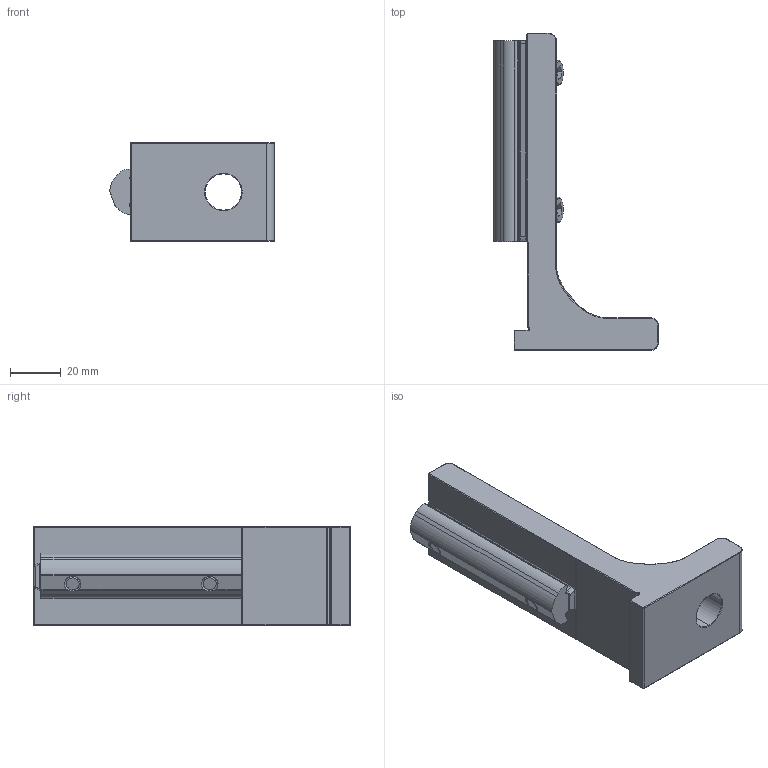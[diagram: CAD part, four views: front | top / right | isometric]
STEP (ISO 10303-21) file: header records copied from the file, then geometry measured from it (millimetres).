
FILE_DESCRIPTION (( 'STEP AP214' ), '1' );
FILE_NAME ('40mm Floor Anchor Kit)40DFA-0401-001-01).STEP', '2023-08-10T18:12:55', ( '' ), ( '' ), 'SwSTEP 2.0', 'SolidWorks 2020', '' );
FILE_SCHEMA (( 'AUTOMOTIVE_DESIGN' ));
Length unit declared in the file: millimetre
Products named in the file (1): 40mm Floor Anchor Kit)40DFA-0401-001-01)
Bounding box: 64.74 x 125 x 39 mm (x, y, z)
Volume: 90581.5 mm3; surface area: 25074.4 mm2
Topology: 4 solids, 4 shells, 211 faces, 497 edges, 298 vertices
Faces by surface type: cylinder 75, plane 51, torus 41, cone 24, bspline 20
Entity records: 7076 total; most frequent: CARTESIAN_POINT 2187, DIRECTION 1025, ORIENTED_EDGE 994, EDGE_CURVE 497, AXIS2_PLACEMENT_3D 412, VERTEX_POINT 298, EDGE_LOOP 225, CIRCLE 220
